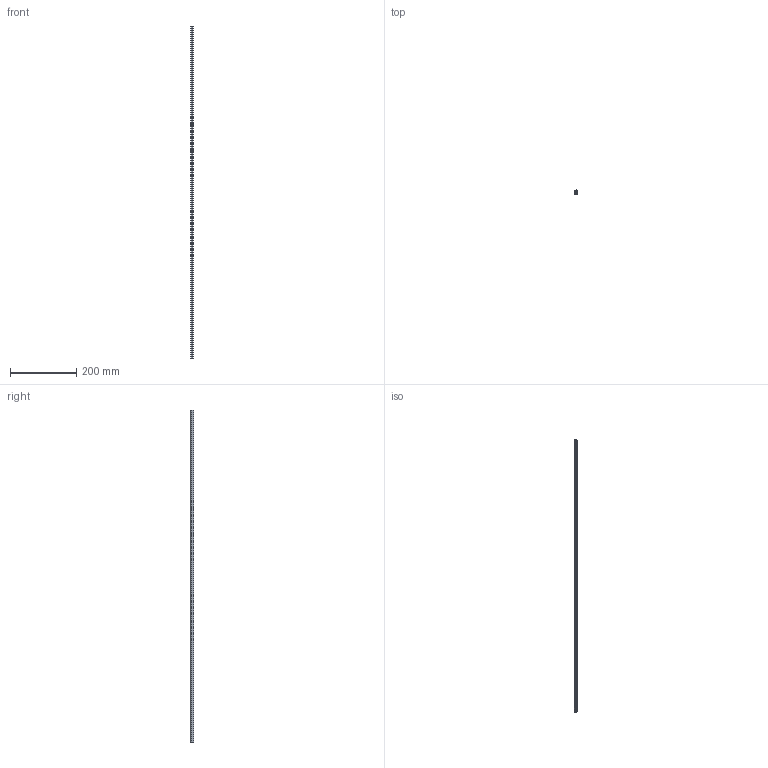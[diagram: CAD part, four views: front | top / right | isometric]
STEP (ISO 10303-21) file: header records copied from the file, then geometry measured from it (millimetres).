
FILE_DESCRIPTION((''),'2;1');
FILE_NAME('6072909','2012-10-09T',('AndreasKeweloh'),(''),'PRO/ENGINEER BY PARAMETRIC TECHNOLOGY CORPORATION, 2012230','PRO/ENGINEER BY PARAMETRIC TECHNOLOGY CORPORATION, 2012230','');
FILE_SCHEMA(('CONFIG_CONTROL_DESIGN'));
Length unit declared in the file: millimetre
Products named in the file (1): 6072909
Bounding box: 8.98 x 10.4 x 1000 mm (x, y, z)
Volume: 51061.6 mm3; surface area: 56456.8 mm2
Topology: 1 solids, 1 shells, 20 faces, 54 edges, 36 vertices
Faces by surface type: plane 10, cylinder 10
Entity records: 680 total; most frequent: DIRECTION 114, CARTESIAN_POINT 110, ORIENTED_EDGE 108, EDGE_CURVE 54, AXIS2_PLACEMENT_3D 40, VERTEX_POINT 36, VECTOR 34, LINE 34
